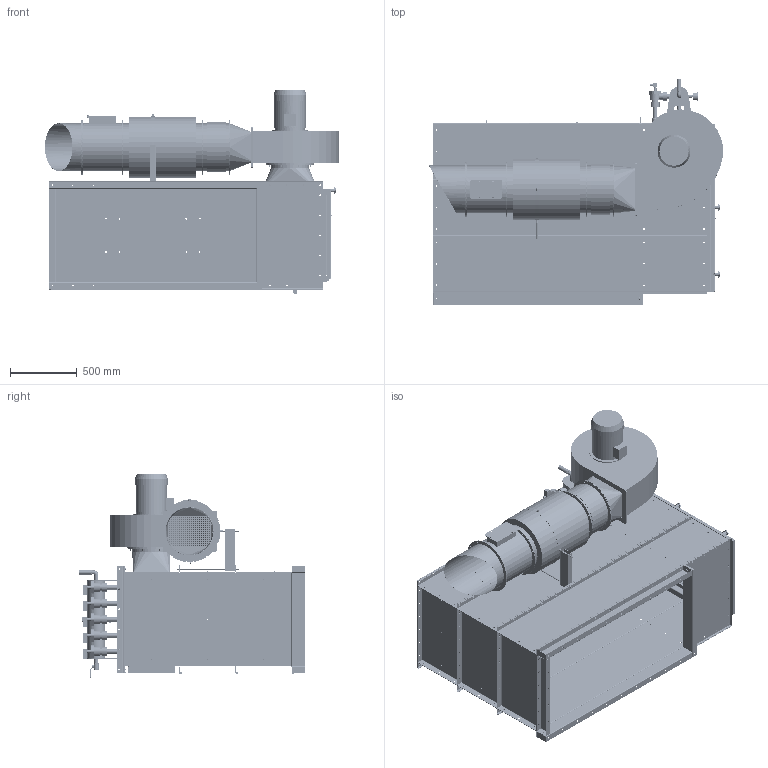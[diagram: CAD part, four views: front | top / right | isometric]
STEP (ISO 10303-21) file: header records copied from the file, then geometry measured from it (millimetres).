
FILE_DESCRIPTION (( 'STEP AP203' ), '1' );
FILE_NAME ('LJHO07.STEP', '2023-12-06T10:08:38', ( '' ), ( '' ), 'SwSTEP 2.0', 'SolidWorks 2022', '' );
FILE_SCHEMA (( 'CONFIG_CONTROL_DESIGN' ));
Length unit declared in the file: millimetre
Products named in the file (103): FL-S155-00 - WLDM SILENCER HOLDER_Výchozí; PP-S082-00 - WLDM DEFLECTOR D355 H200_Výchozí; PH-D015-11 - FLANGE_Výchozí; FS-S571-00 - WLDM STRIP DOOR 10-3; FS-S572-00 - WLDM DOOR 10-3 G6; WASHER JOINT - SW+W_M10-BW; K0148_210; PH-S043-02 - FLANGE II_Výchozí; FL-D004-62 - FLANGE III_Výchozí; PP-S081-01 - COLLAR_Výchozí; FS-D008-61 - SIDE PANEL 1500x420 P2 SK_Výchozí; P3-S183-00 - RC DN355-Q322x229-T2_Výchozí; FS-N000-12 - HING PIN 140x18_Výchozí; PP-S081-00 - WLDM COLLAR D355_Výchozí; FS-S377-01 - HEM I_Výchozí; RO-S067-03 - FLANGE_Výchozí; FL-S155-02 - PLATE_Výchozí; FL-S155-01 - PROFILE_Výchozí<As Machined>; PP-S082-01 - DEFLECTOR_Výchozí; PP-S082-02 - REDUCTION_Výchozí; FL-D004-57 - FLANGE II_Výchozí; FS-D012-09 - BACK COVER 10-1 G3_Výchozí; PO-SM19-00 - TZL TUBE DN355_Výchozí; FS-S374-02 - HEM II_Výchozí; RO-S071-01 - PART 1_Výchozí; PR-S004-00 - WLDM FLANGE DN355_Výchozí; FL-D004-58 - FLANGE II_Výchozí; TH-M004-11 - SILENCER DN355-L500_Výchozí; PH-S194-01 - FLANGE I_Výchozí; PRGG-DNXXXX - FLANGE G&G_PRGG-DN355; BOLT JOINT - B+W-W+N_M10x25-X8-W; THREADED ROD - TR_M10x460; P3-S184-06 - COLLAR_Výchozí; FS-S570-08 - FRAME IV_Výchozí; BOLT JOINT ROUND - B+W-W+SW+N_M6x20-X8-W; PO-SL29-00 - EXHAUST 355_Výchozí; FL-D004-60 - ROOF 10-15_Výchozí; FS-D006-37 - SIDE PANEL 1500x420 L2 F G3_Výchozí; FS-S572-03 - DOOR; FS-S556-02 - PROFILE L_Výchozí<As Machined> ...
Assembly tree (179 placements, depth 6):
  LJHO07
    FL-10-3-15 - ASSY LOCAL FILTER 23-11_Výchozí
      FL-M006-33 - ASSY FILTER BOX 10-3-15 23-11_Výchozí
        FS-D008-61 - SIDE PANEL 1500x420 P2 SK_Výchozí  x3
        FS-D006-04 - SIDE PANEL 1500x420 L2 G3_Výchozí  x2
        FS-D012-09 - BACK COVER 10-1 G3_Výchozí  x3
        FS-M005-37 - ASSY REGENERATION 5V-120 G5_Výchozí
          FS-D006-73 - ROOF PV 10 G4_Výchozí
          O-KROUŽEK - 34x4_Výchozí  x10
          FS-D002-21 - CAP O THREAD_Výchozí  x5
          RG-S144-00 - WLDM PRESSURE VESSEL 5V-120 G5_Výchozí
            RG-S144-01 - PIPE_Výchozí
            RG-S100-02 - TUBE VALVE 33,7_Výchozí  x9
            RG-S135-03 - BRACKET_Výchozí  x2
            FITTING INNER THREAD G3 4'''' S235_Výchozí  x2
            FITTING INNER THREAD G1 2'''' S235_Výchozí  x3
          AE1825R - VALVE BLOW NUT_Výchozí  x5
          FL-D001-15 -TUBE IN_Výchozí  x5
          User Library-manometrM63-3 igs
          BMA-12 - KOHOUT KULOVÝ G1-2_Výchozí
          ZÁSLEPKA G1-2 - MOSAZ_Výchozí
          POJISTNÝ VENTIL G3-4 - MOSAZ_Výchozí
          KULOVÝ VENTIL G3-4_Výchozí
          KOLENO 3-4 F-M_Výchozí
          BOLT JOINT - B+W-W+N_M10x25-X4-W  x2
          BOLT JOINT - B+W-W+N_M10x25-X8-BW
          BOLT JOINT IMBUS - B+SW+W_M6x16-W
        FS-M007-64 - ASSY FRONT DOOR 10-3 G6
          FS-S572-00 - WLDM DOOR 10-3 G6
            FS-S572-03 - DOOR
            FS-N000-12 - HING HOLE 140x18_Výchozí  x3
          FS-S570-00 - WLDM FRAME 10-3 G6_Výchozí
            FS-S570-08 - FRAME IV_Výchozí  x2
            FS-S280-04 - FRAME I_Výchozí
            FS-N000-12 - HING PIN 140x18_Výchozí  x3
            FS-S280-03 - FRAME II_Výchozí
            FS-S374-02 - HEM II_Výchozí  x2
            FS-S377-01 - HEM I_Výchozí  x2
            BOLT - B_M10x55  x3
          FS-S571-00 - WLDM STRIP DOOR 10-3
            FS-S571-01 - PROFILE_Výchozí<As Machined>  x5
            FS-S556-02 - PROFILE L_Výchozí<As Machined>  x2
          MATICE HVĚZDA M10 - MHVPP  x3
            K0148_210
            WASHER JOINT - SW+W_M10-BW
          00547004 - U-PIRELI SEAL 10-3 G6_Výchozí
          BOLT JOINT ROUND - B+W-W+SW+N_M6x20-X8-W
          BOLT JOINT GATE  - B-W+N_M6x20-X16-BW
        FS-D006-37 - SIDE PANEL 1500x420 L2 F G3_Výchozí
      FL-M000-81 - ASSY FLAGE IN 10-15_Výchozí
        FL-D004-62 - FLANGE III_Výchozí
        FL-D004-63 - FLANGE I_Výchozí
        FL-D004-57 - FLANGE II_Výchozí
        FL-D004-58 - FLANGE II_Výchozí
        BOLT JOINT - B+W-W+N_M10x20-X5-W
      FL-D004-61 - STRIP ROOF_Výchozí  x2
      P3-S184-00 - RC DN285-Q400x270-T2_Výchozí
        P3-S184-04 - REDUCT_Výchozí  x2
        P3-S184-06 - COLLAR_Výchozí
        PH-S194-00 - WLDM FLANGE 400x270_Výchozí
Bounding box: 2199.32 x 1693.5 x 1530.5 mm (x, y, z)
Volume: 75556658.1 mm3; surface area: 38387466.9 mm2
Topology: 185 solids, 185 shells, 7409 faces, 18833 edges, 11997 vertices
Faces by surface type: plane 4166, cylinder 2647, bspline 237, torus 186, cone 167, sphere 6
Entity records: 180505 total; most frequent: CARTESIAN_POINT 37626, ORIENTED_EDGE 26670, DIRECTION 26062, EDGE_CURVE 13335, LINE 9522, VECTOR 9522, VERTEX_POINT 8545, AXIS2_PLACEMENT_3D 8270
